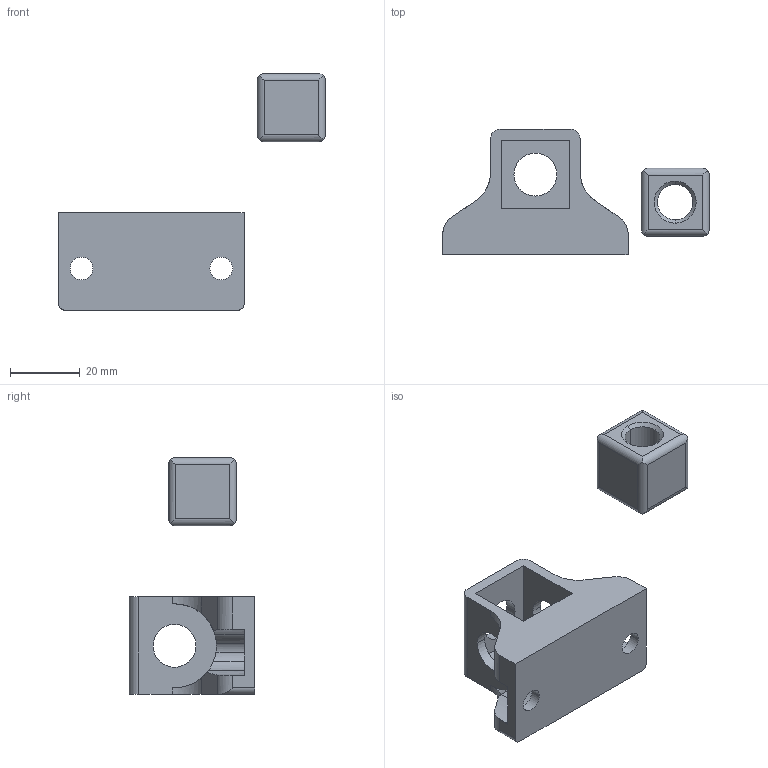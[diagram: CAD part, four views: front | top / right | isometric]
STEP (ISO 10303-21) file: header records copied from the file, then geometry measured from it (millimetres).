
FILE_DESCRIPTION(('STEP AP242'),'1');
FILE_NAME('support_xuz2003.stp','2020-02-03T07:00:12',('TraceParts'),('TraceParts S.A.'),'Spatial InterOp 3D',' ',' ');
FILE_SCHEMA(('AP242_MANAGED_MODEL_BASED_3D_ENGINEERING_MIM_LF {1 0 10303 442 1 1 4}'));
Length unit declared in the file: millimetre
Products named in the file (1): support_xuz2003_1
Bounding box: 76.24 x 36 x 67.74 mm (x, y, z)
Volume: 27727.2 mm3; surface area: 11616.5 mm2
Topology: 2 solids, 2 shells, 89 faces, 248 edges, 164 vertices
Faces by surface type: cylinder 52, plane 33, cone 4
Entity records: 3196 total; most frequent: CARTESIAN_POINT 806, DIRECTION 508, ORIENTED_EDGE 496, EDGE_CURVE 248, AXIS2_PLACEMENT_3D 191, VERTEX_POINT 164, LINE 126, VECTOR 126
